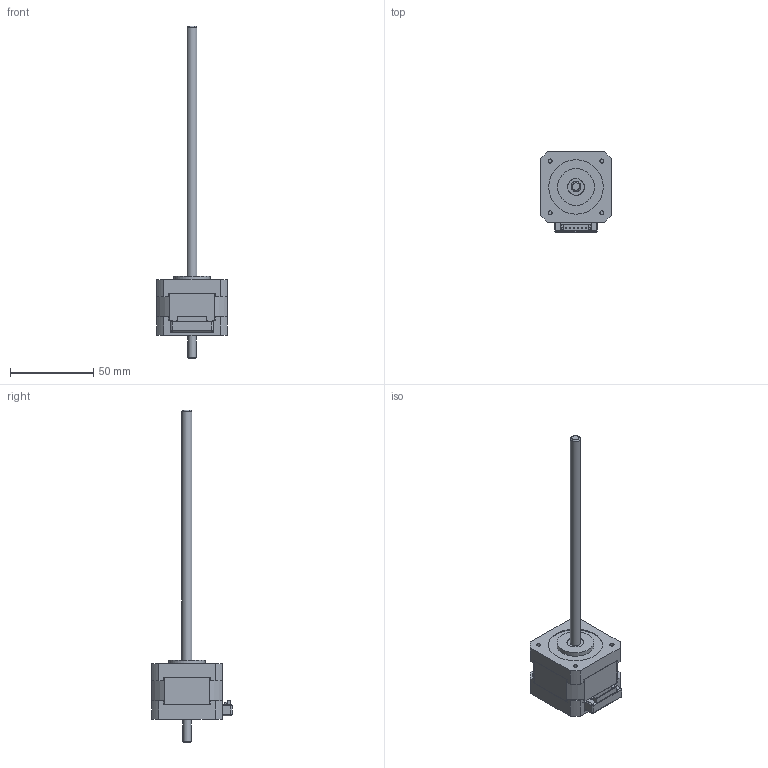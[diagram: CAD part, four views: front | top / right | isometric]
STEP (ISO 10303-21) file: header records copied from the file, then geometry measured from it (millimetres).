
FILE_DESCRIPTION((''),'2;1');
FILE_NAME('LSA421S-B-TJ...-152.stp','2019-01-28T17:06:43',('tao.xu'),(''),'Autodesk Inventor 2013','Autodesk Inventor 2013','');
FILE_SCHEMA(('CONFIG_CONTROL_DESIGN'));
Length unit declared in the file: millimetre
Products named in the file (1): 零件2
Bounding box: 42.3 x 48.3 x 198.9 mm (x, y, z)
Volume: 62154.6 mm3; surface area: 16114.3 mm2
Topology: 2 solids, 6 shells, 443 faces, 1168 edges, 759 vertices
Faces by surface type: plane 277, cylinder 78, cone 57, torus 20, sphere 11
Full cylindrical faces by diameter (mm): 2.013 x2, 2.5 x4, 2.675 x4, 3 x4, 3.4 x4, 5 x1, 6 x5, 10 x2, 11 x1, 22 x1, 32.6 x1
Entity records: 14174 total; most frequent: CARTESIAN_POINT 3135, ORIENTED_EDGE 2178, DIRECTION 2116, EDGE_CURVE 1089, VERTEX_POINT 738, AXIS2_PLACEMENT_3D 711, VECTOR 694, LINE 694
